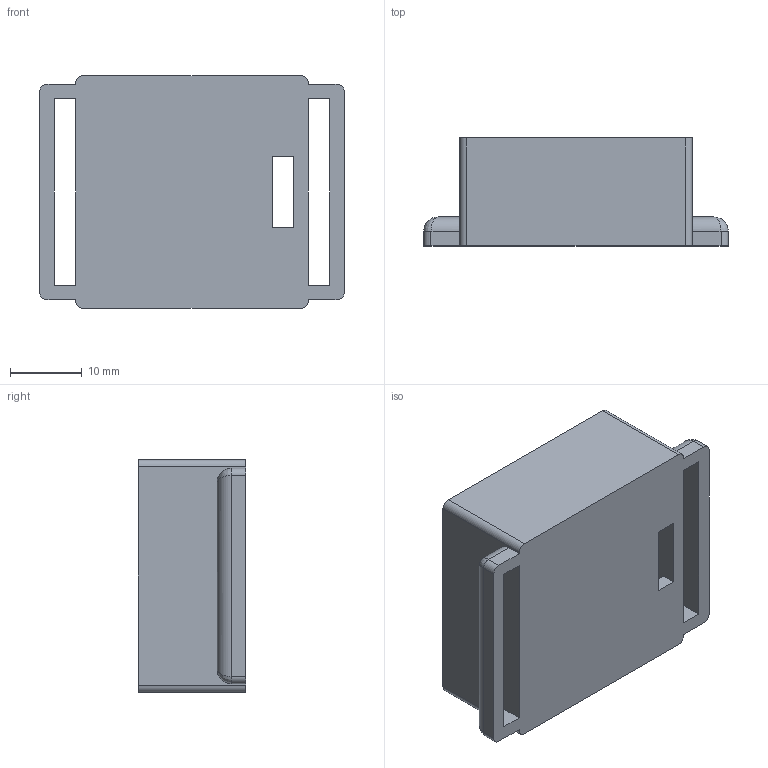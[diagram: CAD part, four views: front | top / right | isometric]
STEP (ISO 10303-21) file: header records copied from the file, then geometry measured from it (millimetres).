
FILE_DESCRIPTION(/* description */ (''),/* implementation_level */ '2;1');
FILE_NAME(/* name */ 'Watch Face.step',/* time_stamp */ '2025-07-29T15:47:08-07:00',/* author */ (''),/* organization */ (''),/* preprocessor_version */ 'ST-DEVELOPER v20.1',/* originating_system */ 'Autodesk Translation Framework v14.10.0.0',/* authorisation */ '');
FILE_SCHEMA (('AUTOMOTIVE_DESIGN { 1 0 10303 214 3 1 1 }'));
Length unit declared in the file: millimetre
Products named in the file (1): 2025-07-26-11-01-21-950
Bounding box: 42.4 x 15 x 32.4 mm (x, y, z)
Volume: 10921.3 mm3; surface area: 5874.2 mm2
Topology: 1 solids, 1 shells, 46 faces, 126 edges, 76 vertices
Faces by surface type: plane 28, cylinder 14, bspline 4
Entity records: 1555 total; most frequent: CARTESIAN_POINT 361, ORIENTED_EDGE 244, DIRECTION 236, EDGE_CURVE 122, LINE 94, VECTOR 94, VERTEX_POINT 76, AXIS2_PLACEMENT_3D 71
